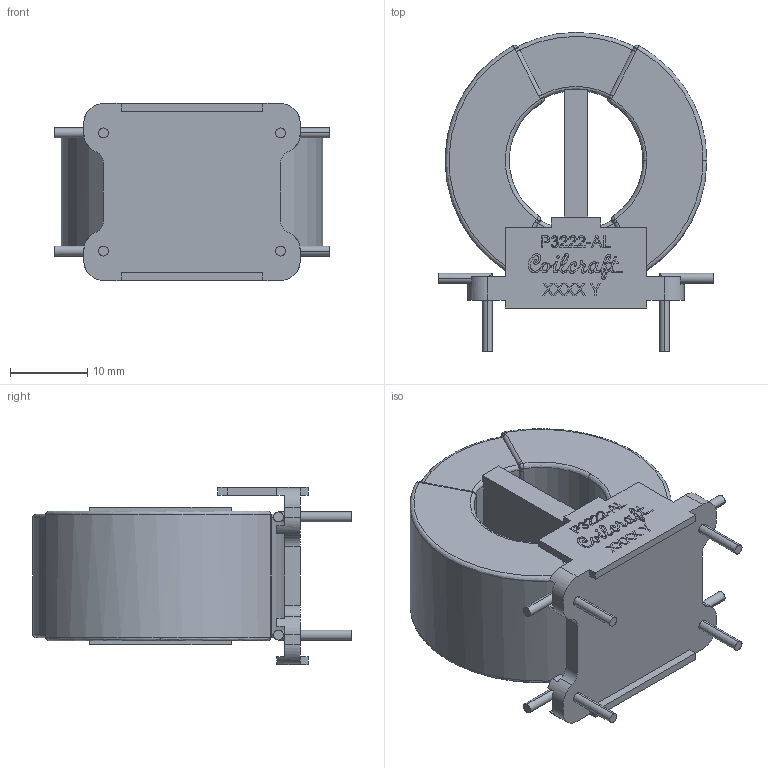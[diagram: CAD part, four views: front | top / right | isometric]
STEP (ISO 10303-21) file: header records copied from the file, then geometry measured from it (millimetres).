
FILE_DESCRIPTION (( 'STEP AP214' ), '1' );
FILE_NAME ('Coilcraft-P3222-AL-DEFAULT.STEP', '2011-12-08T02:15:24', ( 'SysAdmin' ), ( 'SolidWorks' ), 'SwSTEP 2.0', 'SolidWorks 2012', '' );
FILE_SCHEMA (( 'AUTOMOTIVE_DESIGN' ));
Length unit declared in the file: millimetre
Products named in the file (1): Coilcraft-P3222-AL-DEFAULT
Bounding box: 35.56 x 41.18 x 22.86 mm (x, y, z)
Volume: 12989.7 mm3; surface area: 6379.7 mm2
Topology: 1 solids, 1 shells, 626 faces, 1545 edges, 936 vertices
Faces by surface type: bspline 311, plane 212, cylinder 103
Entity records: 29901 total; most frequent: CARTESIAN_POINT 10440, ORIENTED_EDGE 3066, DIRECTION 1773, EDGE_CURVE 1533, VERTEX_POINT 936, VECTOR 677, LINE 677, EDGE_LOOP 657
